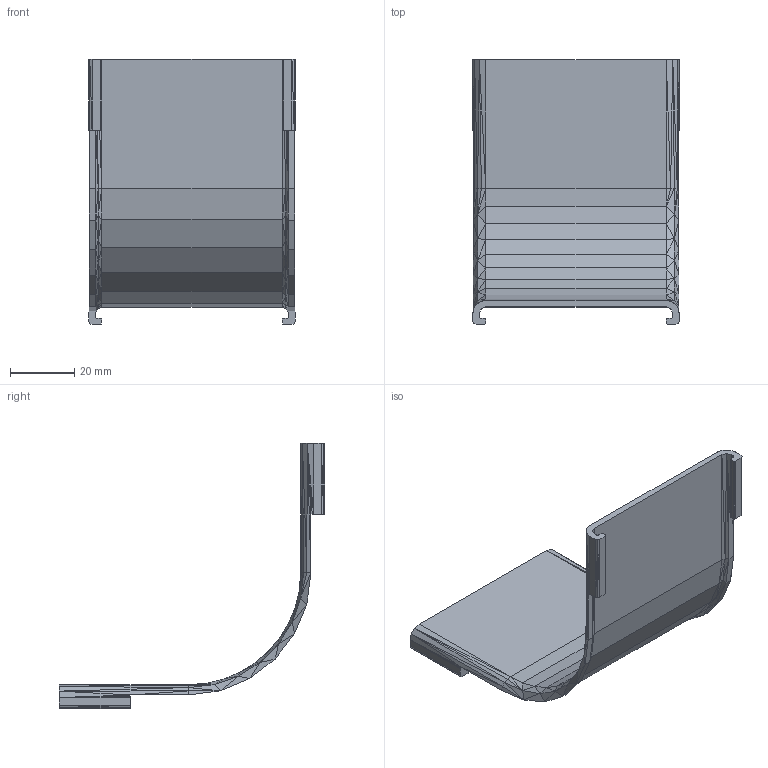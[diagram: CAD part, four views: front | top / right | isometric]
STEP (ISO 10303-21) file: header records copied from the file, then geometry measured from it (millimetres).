
FILE_DESCRIPTION(('FreeCAD Model'),'2;1');
FILE_NAME('Open CASCADE Shape Model','2022-12-06T14:20:38',('Author'),( ''),'Open CASCADE STEP processor 7.6','FreeCAD','Unknown');
FILE_SCHEMA(('AUTOMOTIVE_DESIGN { 1 0 10303 214 1 1 1 1 }'));
Length unit declared in the file: millimetre
Products named in the file (1): DS_060_38193___________________________________________________________
____________90____________________________________________60mm_vertical_
up_elbow_cover001001 (Solid)
Bounding box: 64 x 82.21 x 82.21 mm (x, y, z)
Volume: 17854 mm3; surface area: 19260.1 mm2
Topology: 1 solids, 1 shells, 314 faces, 564 edges, 252 vertices
Faces by surface type: plane 314
Entity records: 14326 total; most frequent: DIRECTION 2322, CARTESIAN_POINT 2259, LINE 1692, VECTOR 1692, ORIENTED_EDGE 1128, PCURVE 1128, DEFINITIONAL_REPRESENTATION 1128, EDGE_CURVE 564
